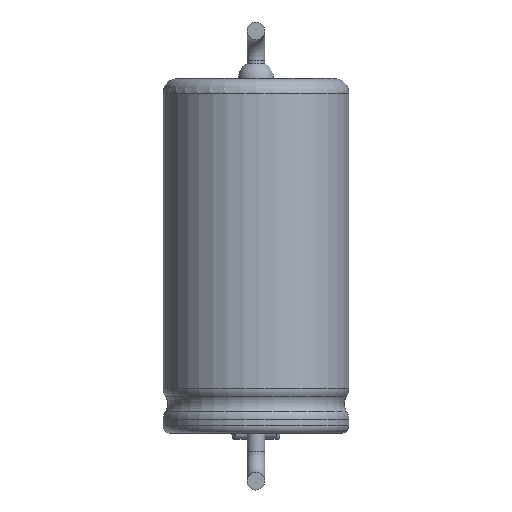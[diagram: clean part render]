
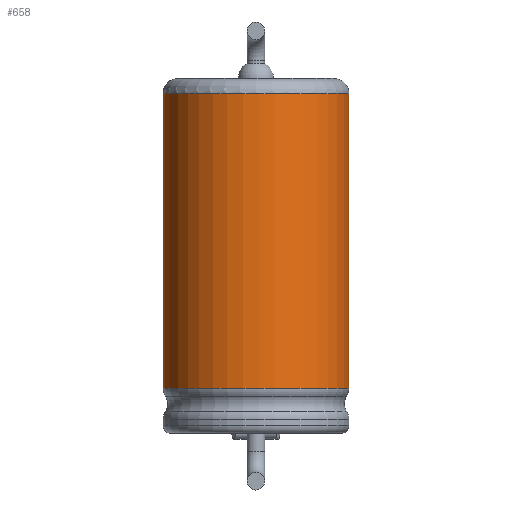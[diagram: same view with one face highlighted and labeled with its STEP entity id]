
A CAD part, front view. The second image highlights one B-rep face of the part: STEP entity #658.
In plain terms, the highlighted cylindrical face has radius 3.15 mm (diameter 6.3 mm), a partial arc.
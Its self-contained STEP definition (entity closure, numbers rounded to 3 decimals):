
#171 = VERTEX_POINT('',#172);
#172 = CARTESIAN_POINT('',(3.15,0.,11.5));
#179 = EDGE_CURVE('',#171,#180,#182,.T.);
#180 = VERTEX_POINT('',#181);
#181 = CARTESIAN_POINT('',(-0.815,3.043,11.5));
#182 = CIRCLE('',#183,3.15);
#183 = AXIS2_PLACEMENT_3D('',#184,#185,#186);
#184 = CARTESIAN_POINT('',(0.,0.,11.5));
#185 = DIRECTION('',(0.,0.,-1.));
#186 = DIRECTION('',(1.,0.,0.));
#313 = EDGE_CURVE('',#171,#314,#316,.T.);
#314 = VERTEX_POINT('',#315);
#315 = CARTESIAN_POINT('',(3.15,0.,1.524));
#316 = LINE('',#317,#318);
#317 = CARTESIAN_POINT('',(3.15,0.,11.5));
#318 = VECTOR('',#319,1.);
#319 = DIRECTION('',(0.,0.,-1.));
#634 = VERTEX_POINT('',#635);
#635 = CARTESIAN_POINT('',(-0.815,3.043,1.524
    ));
#648 = EDGE_CURVE('',#180,#634,#649,.T.);
#649 = LINE('',#650,#651);
#650 = CARTESIAN_POINT('',(-0.815,3.043,11.5));
#651 = VECTOR('',#652,1.);
#652 = DIRECTION('',(0.,0.,-1.));
#658 = ADVANCED_FACE('',(#659),#671,.T.);
#659 = FACE_BOUND('',#660,.T.);
#660 = EDGE_LOOP('',(#661,#662,#663,#664));
#661 = ORIENTED_EDGE('',*,*,#313,.F.);
#662 = ORIENTED_EDGE('',*,*,#179,.T.);
#663 = ORIENTED_EDGE('',*,*,#648,.T.);
#664 = ORIENTED_EDGE('',*,*,#665,.F.);
#665 = EDGE_CURVE('',#314,#634,#666,.T.);
#666 = CIRCLE('',#667,3.15);
#667 = AXIS2_PLACEMENT_3D('',#668,#669,#670);
#668 = CARTESIAN_POINT('',(0.,0.,1.524));
#669 = DIRECTION('',(0.,0.,-1.));
#670 = DIRECTION('',(1.,0.,0.));
#671 = CYLINDRICAL_SURFACE('',#672,3.15);
#672 = AXIS2_PLACEMENT_3D('',#673,#674,#675);
#673 = CARTESIAN_POINT('',(0.,0.,11.5));
#674 = DIRECTION('',(0.,0.,-1.));
#675 = DIRECTION('',(1.,0.,0.));
